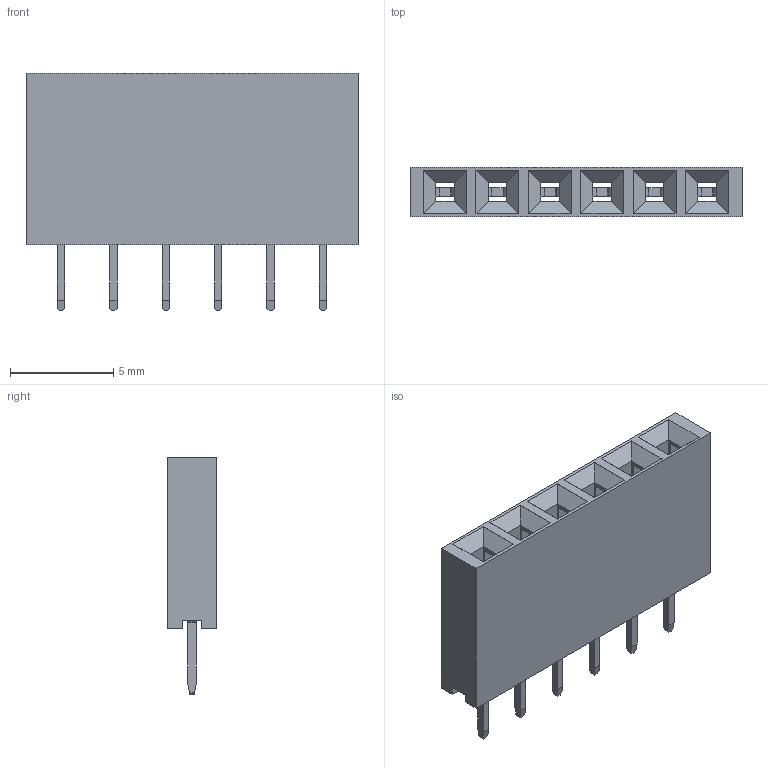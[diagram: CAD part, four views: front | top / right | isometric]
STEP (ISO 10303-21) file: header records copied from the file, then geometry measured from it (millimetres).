
FILE_DESCRIPTION(/* description */ (''),/* implementation_level */ '2;1');
FILE_NAME(/* name */ 'HEADER6PFEM.stp',/* time_stamp */ '2017-06-29T11:34:04+08:00',/* author */ ('ThYnOx_2'),/* organization */ (''),/* preprocessor_version */ 'ST-DEVELOPER v15.6',/* originating_system */ 'Autodesk Inventor 2015',/* authorisation */ '');
FILE_SCHEMA (('AUTOMOTIVE_DESIGN { 1 0 10303 214 3 1 1 }'));
Length unit declared in the file: millimetre
Products named in the file (1): HEADER6PFEM
Bounding box: 16.1 x 2.4 x 11.5 mm (x, y, z)
Volume: 254.4 mm3; surface area: 800.8 mm2
Topology: 7 solids, 7 shells, 260 faces, 732 edges, 480 vertices
Faces by surface type: plane 218, cylinder 42
Entity records: 8324 total; most frequent: CARTESIAN_POINT 1473, ORIENTED_EDGE 1464, DIRECTION 1338, EDGE_CURVE 732, LINE 648, VECTOR 648, VERTEX_POINT 480, AXIS2_PLACEMENT_3D 345
